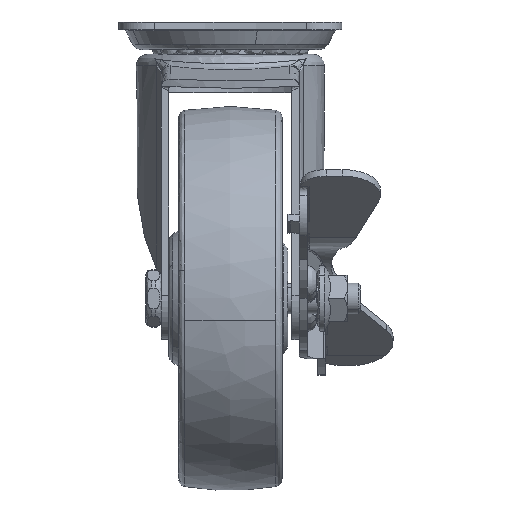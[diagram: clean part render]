
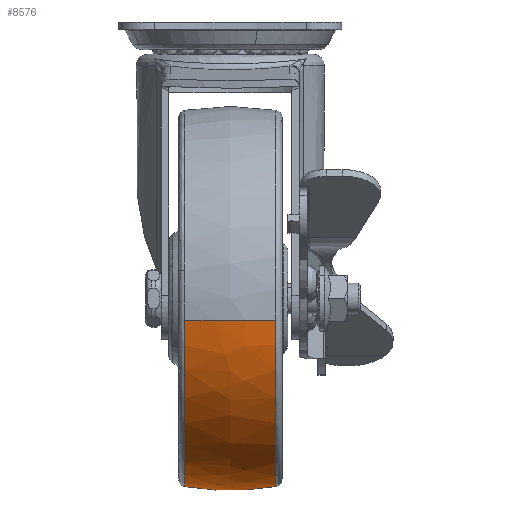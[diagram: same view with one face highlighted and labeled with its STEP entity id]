
A CAD part, left-side view. The second image highlights one B-rep face of the part: STEP entity #8576.
In plain terms, the highlighted free-form (B-spline) face has degree [2, 2] with [5, 3] control points.
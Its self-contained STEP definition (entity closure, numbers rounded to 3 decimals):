
#8117=CARTESIAN_POINT('',(-80.664,-11.838,-75.657));
#8118=VERTEX_POINT('',#8117);
#8137=CARTESIAN_POINT('',(-32.0,-11.838,-118.992));
#8138=VERTEX_POINT('',#8137);
#8139=CARTESIAN_POINT('',(-32.0,-11.838,-118.992));
#8140=CARTESIAN_POINT('',(-35.249,-11.838,-118.992));
#8141=CARTESIAN_POINT('',(-41.746,-11.838,-118.343));
#8142=CARTESIAN_POINT('',(-49.86,-11.838,-115.848));
#8143=CARTESIAN_POINT('',(-56.95,-11.838,-112.356));
#8144=CARTESIAN_POINT('',(-62.409,-11.838,-108.624));
#8145=CARTESIAN_POINT('',(-68.237,-11.838,-103.284));
#8146=CARTESIAN_POINT('',(-73.102,-11.838,-97.142));
#8147=CARTESIAN_POINT('',(-76.482,-11.838,-90.819));
#8148=CARTESIAN_POINT('',(-79.179,-11.838,-83.894));
#8149=CARTESIAN_POINT('',(-80.257,-11.838,-79.161));
#8150=CARTESIAN_POINT('',(-80.664,-11.838,-75.657));
#8151=B_SPLINE_CURVE_WITH_KNOTS('',3,(#8139,#8140,#8141,#8142,#8143,#8144,#8145,#8146,#8147,#8148,#8149,#8150),.UNSPECIFIED.,.F.,.U.,(4,1,1,1,1,1,1,1,1,4),(0.,9.746,19.492,25.34,33.416,39.263,49.01,56.807,60.705,71.287),.UNSPECIFIED.);
#8152=EDGE_CURVE('',#8138,#8118,#8151,.T.);
#8261=CARTESIAN_POINT('',(-32.0,11.838,-118.992));
#8262=VERTEX_POINT('',#8261);
#8290=CARTESIAN_POINT('',(-80.664,11.838,-75.657));
#8291=VERTEX_POINT('',#8290);
#8292=CARTESIAN_POINT('',(-32.0,11.838,-118.992));
#8293=CARTESIAN_POINT('',(-35.62,11.838,-118.992));
#8294=CARTESIAN_POINT('',(-40.632,11.838,-118.434));
#8295=CARTESIAN_POINT('',(-47.358,11.838,-116.613));
#8296=CARTESIAN_POINT('',(-53.087,11.838,-114.413));
#8297=CARTESIAN_POINT('',(-58.936,11.838,-111.13));
#8298=CARTESIAN_POINT('',(-63.798,11.838,-107.384));
#8299=CARTESIAN_POINT('',(-67.573,11.838,-103.804));
#8300=CARTESIAN_POINT('',(-71.706,11.838,-99.021));
#8301=CARTESIAN_POINT('',(-75.73,11.838,-92.63));
#8302=CARTESIAN_POINT('',(-79.081,11.838,-84.443));
#8303=CARTESIAN_POINT('',(-80.3,11.838,-78.792));
#8304=CARTESIAN_POINT('',(-80.664,11.838,-75.657));
#8305=B_SPLINE_CURVE_WITH_KNOTS('',3,(#8292,#8293,#8294,#8295,#8296,#8297,#8298,#8299,#8300,#8301,#8302,#8303,#8304),.UNSPECIFIED.,.F.,.U.,(4,1,1,1,1,1,1,1,1,1,4),(0.,10.86,15.037,20.885,29.239,35.086,39.263,44.833,54.022,61.819,71.287),.UNSPECIFIED.);
#8306=EDGE_CURVE('',#8262,#8291,#8305,.T.);
#8523=CARTESIAN_POINT('',(-32.0,11.838,-118.992));
#8524=CARTESIAN_POINT('',(-32.,9.274,-119.432));
#8525=CARTESIAN_POINT('',(-32.,3.972,-120.04));
#8526=CARTESIAN_POINT('',(-32.,-3.972,-120.04));
#8527=CARTESIAN_POINT('',(-32.,-9.274,-119.432));
#8528=CARTESIAN_POINT('',(-32.0,-11.838,-118.992));
#8529=B_SPLINE_CURVE_WITH_KNOTS('',3,(#8523,#8524,#8525,#8526,#8527,#8528),.UNSPECIFIED.,.F.,.U.,(4,1,1,4),(0.,7.806,15.984,23.791),.UNSPECIFIED.);
#8530=EDGE_CURVE('',#8262,#8138,#8529,.T.);
#8536=CARTESIAN_POINT('',(-80.664,11.838,-75.657));
#8537=CARTESIAN_POINT('',(-81.268,8.297,-75.727));
#8538=CARTESIAN_POINT('',(-82.001,0.377,-75.812));
#8539=CARTESIAN_POINT('',(-81.393,-7.564,-75.742));
#8540=CARTESIAN_POINT('',(-80.664,-11.838,-75.657));
#8541=B_SPLINE_CURVE_WITH_KNOTS('',3,(#8536,#8537,#8538,#8539,#8540),.UNSPECIFIED.,.F.,.U.,(4,1,4),(0.,10.78,23.791),.UNSPECIFIED.);
#8542=EDGE_CURVE('',#8291,#8118,#8541,.T.);
#8547=CARTESIAN_POINT('',(-32.0,13.037,-118.775));
#8548=CARTESIAN_POINT('',(-32.,6.576,-120.));
#8549=CARTESIAN_POINT('',(-32.0,0.,-120.0));
#8550=CARTESIAN_POINT('',(-32.0,-6.576,-120.0));
#8551=CARTESIAN_POINT('',(-32.,-13.037,-118.775));
#8552=CARTESIAN_POINT('',(-75.434,13.037,-118.775));
#8553=CARTESIAN_POINT('',(-76.525,6.576,-120.0));
#8554=CARTESIAN_POINT('',(-76.525,0.,-120.0));
#8555=CARTESIAN_POINT('',(-76.525,-6.576,-120.));
#8556=CARTESIAN_POINT('',(-75.434,-13.037,-118.775));
#8557=CARTESIAN_POINT('',(-80.449,13.037,-75.632));
#8558=CARTESIAN_POINT('',(-81.666,6.576,-75.773));
#8559=CARTESIAN_POINT('',(-81.666,0.,-75.773));
#8560=CARTESIAN_POINT('',(-81.666,-6.576,-75.773));
#8561=CARTESIAN_POINT('',(-80.449,-13.037,-75.632));
#8569=(BOUNDED_SURFACE()B_SPLINE_SURFACE(2,2,((#8547,#8552,#8557),(#8548,#8553,#8558),(#8549,#8554,#8559),(#8550,#8555,#8560),(#8551,#8556,#8561)),.UNSPECIFIED.,.F.,.F.,.U.)B_SPLINE_SURFACE_WITH_KNOTS((3,2,3),(3,3),(0.0,13.444,26.887),(0.0,76.132),.UNSPECIFIED.)GEOMETRIC_REPRESENTATION_ITEM()RATIONAL_B_SPLINE_SURFACE(((0.949,0.693,0.908),(0.97,0.708,0.928),(1.0,0.731,0.957),(0.97,0.708,0.928),(0.949,0.693,0.908)))REPRESENTATION_ITEM('')SURFACE());
#8570=ORIENTED_EDGE('',*,*,#8152,.T.);
#8571=ORIENTED_EDGE('',*,*,#8542,.F.);
#8572=ORIENTED_EDGE('',*,*,#8306,.F.);
#8573=ORIENTED_EDGE('',*,*,#8530,.T.);
#8574=EDGE_LOOP('',(#8570,#8571,#8572,#8573));
#8575=FACE_OUTER_BOUND('',#8574,.T.);
#8576=ADVANCED_FACE('',(#8575),#8569,.T.);
